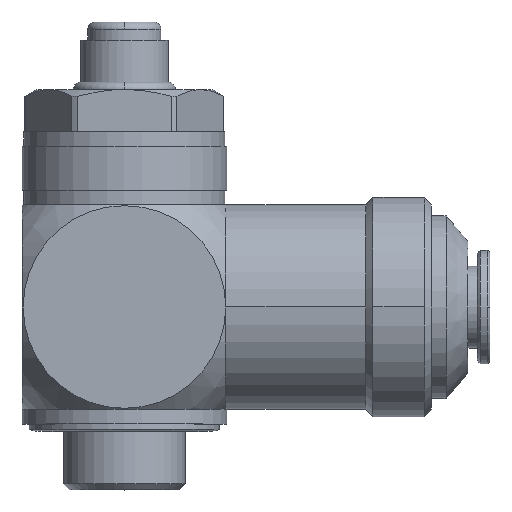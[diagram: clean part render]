
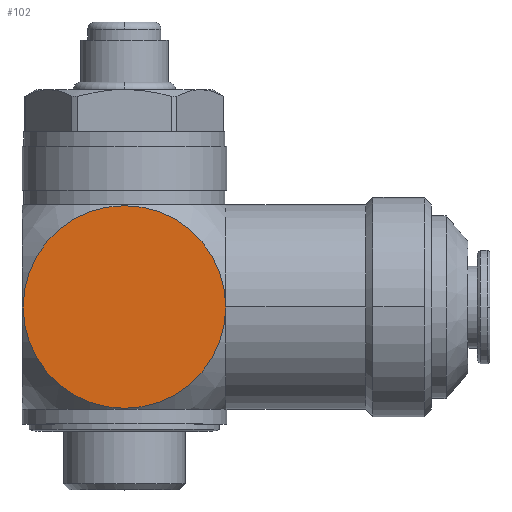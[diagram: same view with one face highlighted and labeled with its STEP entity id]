
A CAD part, top view. The second image highlights one B-rep face of the part: STEP entity #102.
In plain terms, the highlighted planar face has unit normal (0, 0, 1).
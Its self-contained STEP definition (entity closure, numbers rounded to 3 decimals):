
#102=ADVANCED_FACE('',(#266),#267,.T.);
#266=FACE_OUTER_BOUND('',#482,.T.);
#267=PLANE('',#483);
#482=EDGE_LOOP('',(#1006,#1007,#1008));
#483=AXIS2_PLACEMENT_3D('',#1009,#1010,#1011);
#1006=ORIENTED_EDGE('',*,*,#1501,.F.);
#1007=ORIENTED_EDGE('',*,*,#1500,.F.);
#1008=ORIENTED_EDGE('',*,*,#1409,.F.);
#1009=CARTESIAN_POINT('',(0.0,25.0,14.0));
#1010=DIRECTION('',(0.0,0.0,1.0));
#1011=DIRECTION('',(1.0,0.0,0.0));
#1409=EDGE_CURVE('',#1704,#1706,#1707,.T.);
#1500=EDGE_CURVE('',#1706,#1854,#1855,.T.);
#1501=EDGE_CURVE('',#1854,#1704,#1856,.T.);
#1704=VERTEX_POINT('',#2135);
#1706=VERTEX_POINT('',#2137);
#1707=CIRCLE('',#2138,13.86);
#1854=VERTEX_POINT('',#2325);
#1855=CIRCLE('',#2326,13.86);
#1856=CIRCLE('',#2327,13.86);
#2135=CARTESIAN_POINT('',(-13.86,25.0,14.0));
#2137=CARTESIAN_POINT('',(13.86,25.0,14.0));
#2138=AXIS2_PLACEMENT_3D('',#2703,#2704,#2705);
#2325=CARTESIAN_POINT('',(0.,11.14,14.0));
#2326=AXIS2_PLACEMENT_3D('',#2896,#2897,#2898);
#2327=AXIS2_PLACEMENT_3D('',#2899,#2900,#2901);
#2703=CARTESIAN_POINT('',(0.0,25.0,14.0));
#2704=DIRECTION('',(0.0,0.0,-1.0));
#2705=DIRECTION('',(0.0,1.0,0.0));
#2896=CARTESIAN_POINT('',(0.0,25.0,14.0));
#2897=DIRECTION('',(0.0,0.0,-1.0));
#2898=DIRECTION('',(0.0,1.0,0.0));
#2899=CARTESIAN_POINT('',(0.0,25.0,14.0));
#2900=DIRECTION('',(0.0,0.0,-1.0));
#2901=DIRECTION('',(0.0,1.0,0.0));
